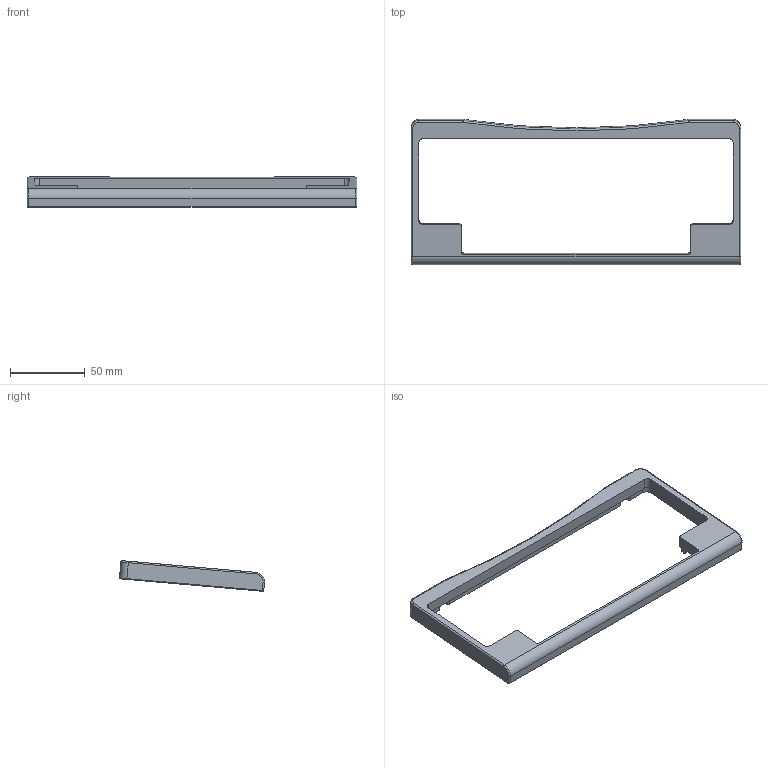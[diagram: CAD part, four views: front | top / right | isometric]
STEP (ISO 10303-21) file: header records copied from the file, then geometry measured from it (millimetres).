
FILE_DESCRIPTION(/* description */ (''),/* implementation_level */ '2;1');
FILE_NAME(/* name */ 'Fault35 Top.step',/* time_stamp */ '2023-11-16T21:25:48-08:00',/* author */ (''),/* organization */ (''),/* preprocessor_version */ 'ST-DEVELOPER v20',/* originating_system */ 'Autodesk Translation Framework v12.14.0.127',/* authorisation */ '');
FILE_SCHEMA (('AUTOMOTIVE_DESIGN { 1 0 10303 214 3 1 1 }'));
Length unit declared in the file: millimetre
Products named in the file (2): Fault35_alt; Component1
Assembly tree (1 placements, depth 2):
  Fault35_alt
    Component1
Bounding box: 220.7 x 97.13 x 20.48 mm (x, y, z)
Volume: 62468.9 mm3; surface area: 25762 mm2
Topology: 1 solids, 1 shells, 114 faces, 284 edges, 180 vertices
Faces by surface type: cylinder 53, plane 47, torus 12, bspline 2
Full cylindrical faces by diameter (mm): 3.2 x8
Entity records: 3516 total; most frequent: DIRECTION 646, CARTESIAN_POINT 597, ORIENTED_EDGE 568, EDGE_CURVE 284, AXIS2_PLACEMENT_3D 247, VERTEX_POINT 180, LINE 152, VECTOR 152
